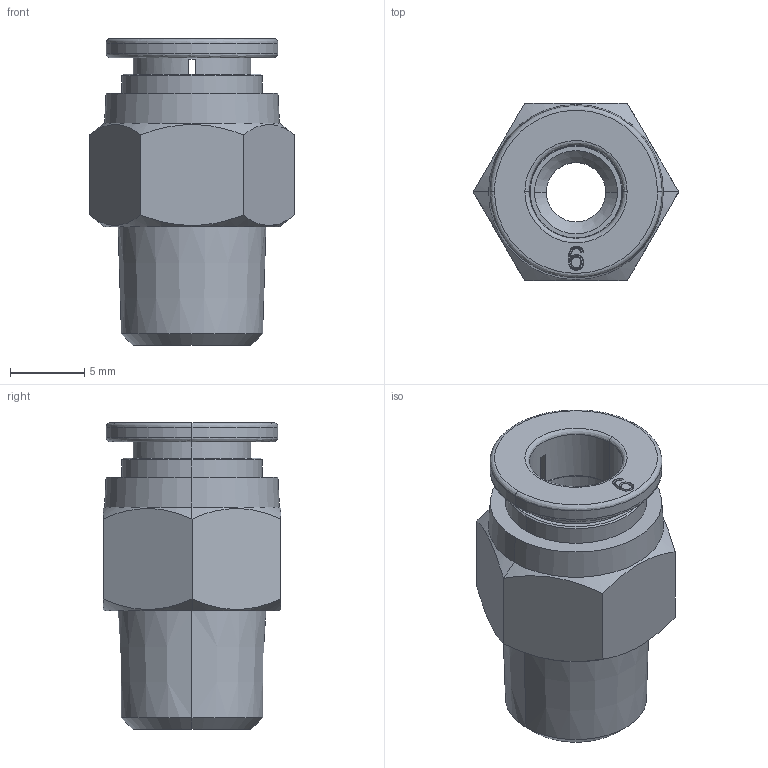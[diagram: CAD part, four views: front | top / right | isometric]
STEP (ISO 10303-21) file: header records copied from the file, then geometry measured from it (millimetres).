
FILE_DESCRIPTION (( 'STEP AP214' ), '1' );
FILE_NAME ('MS6M-18R-SS.step', '2018-03-13T19:25:08', ( '' ), ( '' ), 'SwSTEP 2.0', 'SolidWorks 2017', '' );
FILE_SCHEMA (( 'AUTOMOTIVE_DESIGN' ));
Length unit declared in the file: inch
Products named in the file (1): MS6M-18R-SS
Bounding box: 13.86 x 12 x 20.7 mm (x, y, z)
Volume: 1392.6 mm3; surface area: 1429.1 mm2
Topology: 1 solids, 1 shells, 77 faces, 185 edges, 116 vertices
Faces by surface type: plane 23, bspline 22, cone 18, cylinder 14
Entity records: 3001 total; most frequent: CARTESIAN_POINT 1297, ORIENTED_EDGE 370, DIRECTION 299, EDGE_CURVE 185, AXIS2_PLACEMENT_3D 118, VERTEX_POINT 116, EDGE_LOOP 89, FACE_OUTER_BOUND 77
